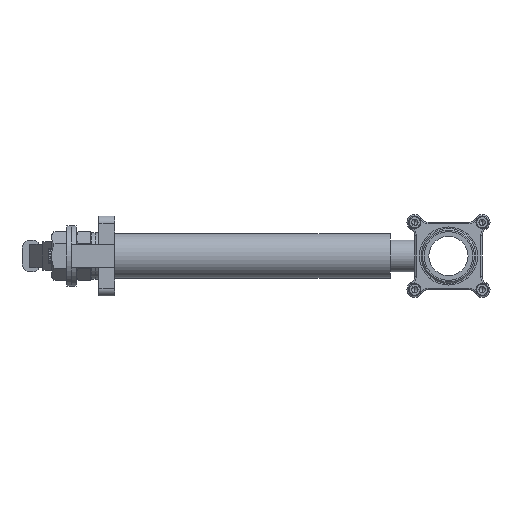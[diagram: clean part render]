
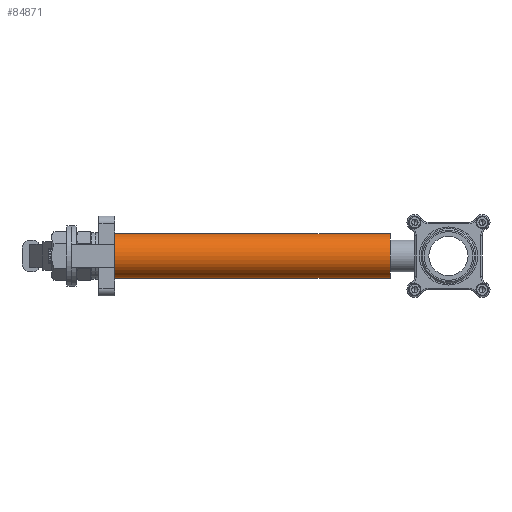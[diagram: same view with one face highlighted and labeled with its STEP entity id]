
A CAD part, left-side view. The second image highlights one B-rep face of the part: STEP entity #84871.
In plain terms, the highlighted cylindrical face has radius 14.2 mm (diameter 28.4 mm), a partial arc.
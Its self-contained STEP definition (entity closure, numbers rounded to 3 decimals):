
#628 = DIRECTION ( 'NONE',  ( 0., -1., 0. ) ) ;
#1604 = CYLINDRICAL_SURFACE ( 'NONE', #48441, 14.2 ) ;
#8638 = DIRECTION ( 'NONE',  ( 0., 0., -1. ) ) ;
#9908 = LINE ( 'NONE', #26423, #83051 ) ;
#11135 = LINE ( 'NONE', #18142, #31878 ) ;
#13727 = CARTESIAN_POINT ( 'NONE',  ( 0., 37.17, 0. ) ) ;
#14265 = EDGE_LOOP ( 'NONE', ( #42706, #80316, #91037, #36805 ) ) ;
#17633 = EDGE_CURVE ( 'NONE', #56972, #87977, #85521, .T. ) ;
#18142 = CARTESIAN_POINT ( 'NONE',  ( 0., 0., 14.2 ) ) ;
#26423 = CARTESIAN_POINT ( 'NONE',  ( 0., 0., -14.2 ) ) ;
#28811 = AXIS2_PLACEMENT_3D ( 'NONE', #13727, #66350, #89918 ) ;
#31878 = VECTOR ( 'NONE', #64243, 1000. ) ;
#31919 = CIRCLE ( 'NONE', #28811, 14.2 ) ;
#36805 = ORIENTED_EDGE ( 'NONE', *, *, #50141, .F. ) ;
#38561 = DIRECTION ( 'NONE',  ( 0., 0., -1. ) ) ;
#38771 = EDGE_CURVE ( 'NONE', #56972, #49486, #11135, .T. ) ;
#39050 = DIRECTION ( 'NONE',  ( 0., -1., 0. ) ) ;
#42706 = ORIENTED_EDGE ( 'NONE', *, *, #38771, .F. ) ;
#45123 = EDGE_CURVE ( 'NONE', #87977, #71708, #9908, .T. ) ;
#48441 = AXIS2_PLACEMENT_3D ( 'NONE', #86789, #628, #8638 ) ;
#48980 = DIRECTION ( 'NONE',  ( 0., -1., 0. ) ) ;
#49486 = VERTEX_POINT ( 'NONE', #62864 ) ;
#50141 = EDGE_CURVE ( 'NONE', #49486, #71708, #31919, .T. ) ;
#50871 = CARTESIAN_POINT ( 'NONE',  ( 0., 37.17, -14.2 ) ) ;
#53197 = CARTESIAN_POINT ( 'NONE',  ( 0., 213., 14.2 ) ) ;
#54700 = FACE_OUTER_BOUND ( 'NONE', #14265, .T. ) ;
#56972 = VERTEX_POINT ( 'NONE', #53197 ) ;
#62864 = CARTESIAN_POINT ( 'NONE',  ( 0., 37.17, 14.2 ) ) ;
#64243 = DIRECTION ( 'NONE',  ( 0., -1., 0. ) ) ;
#66350 = DIRECTION ( 'NONE',  ( 0., -1., 0. ) ) ;
#71708 = VERTEX_POINT ( 'NONE', #50871 ) ;
#80316 = ORIENTED_EDGE ( 'NONE', *, *, #17633, .T. ) ;
#83051 = VECTOR ( 'NONE', #48980, 1000. ) ;
#83953 = AXIS2_PLACEMENT_3D ( 'NONE', #98732, #39050, #38561 ) ;
#84871 = ADVANCED_FACE ( 'NONE', ( #54700 ), #1604, .T. ) ;
#85521 = CIRCLE ( 'NONE', #83953, 14.2 ) ;
#86789 = CARTESIAN_POINT ( 'NONE',  ( 0., 0., 0. ) ) ;
#87977 = VERTEX_POINT ( 'NONE', #89040 ) ;
#89040 = CARTESIAN_POINT ( 'NONE',  ( 0., 213., -14.2 ) ) ;
#89918 = DIRECTION ( 'NONE',  ( 0., 0., -1. ) ) ;
#91037 = ORIENTED_EDGE ( 'NONE', *, *, #45123, .T. ) ;
#98732 = CARTESIAN_POINT ( 'NONE',  ( 0., 213., 0. ) ) ;
